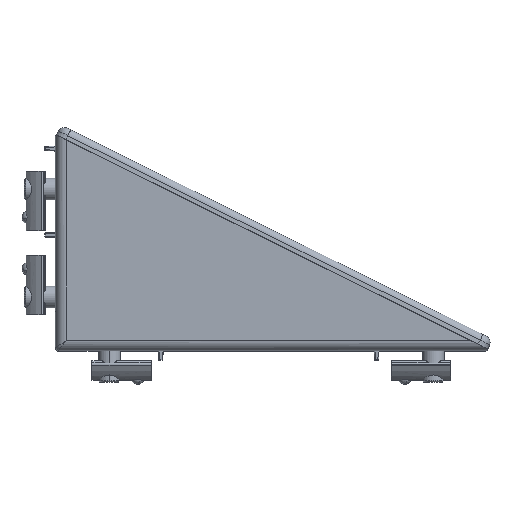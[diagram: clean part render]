
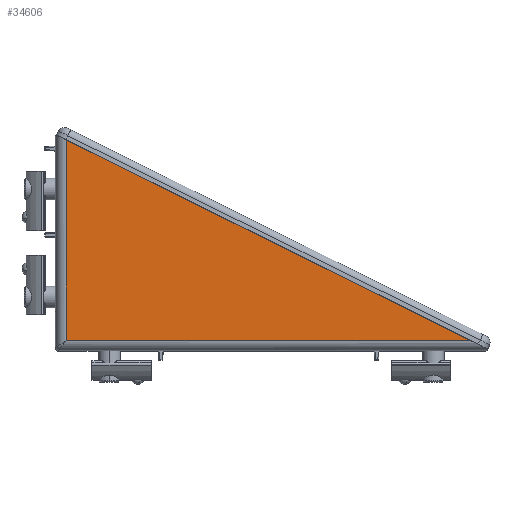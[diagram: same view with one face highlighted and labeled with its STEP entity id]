
A CAD part, top view. The second image highlights one B-rep face of the part: STEP entity #34606.
In plain terms, the highlighted planar face has unit normal (0, 0, 1).
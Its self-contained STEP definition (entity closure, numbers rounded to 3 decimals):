
#1815 = LINE ( 'NONE', #57361, #14497 ) ;
#3434 = LINE ( 'NONE', #11922, #45023 ) ;
#4457 = ORIENTED_EDGE ( 'NONE', *, *, #9253, .T. ) ;
#6514 = AXIS2_PLACEMENT_3D ( 'NONE', #63130, #19673, #36032 ) ;
#9253 = EDGE_CURVE ( 'NONE', #18256, #24824, #29101, .T. ) ;
#11922 = CARTESIAN_POINT ( 'NONE',  ( 4., 0.5, 19.75 ) ) ;
#14497 = VECTOR ( 'NONE', #35223, 1000. ) ;
#15816 = DIRECTION ( 'NONE',  ( 1., 0., 0. ) ) ;
#18256 = VERTEX_POINT ( 'NONE', #69965 ) ;
#19673 = DIRECTION ( 'NONE',  ( 0., 0., -1. ) ) ;
#21682 = CARTESIAN_POINT ( 'NONE',  ( 153.573, 4., 19.75 ) ) ;
#22800 = DIRECTION ( 'NONE',  ( 0., -1., 0. ) ) ;
#23258 = EDGE_LOOP ( 'NONE', ( #64980, #4457, #53034 ) ) ;
#24824 = VERTEX_POINT ( 'NONE', #21682 ) ;
#26767 = EDGE_CURVE ( 'NONE', #43566, #18256, #3434, .T. ) ;
#29101 = LINE ( 'NONE', #38116, #56346 ) ;
#31270 = CARTESIAN_POINT ( 'NONE',  ( 4., 78.241, 19.75 ) ) ;
#34606 = ADVANCED_FACE ( 'NONE', ( #35914 ), #57674, .F. ) ;
#35223 = DIRECTION ( 'NONE',  ( -0.896, 0.445, 0. ) ) ;
#35914 = FACE_OUTER_BOUND ( 'NONE', #23258, .T. ) ;
#36032 = DIRECTION ( 'NONE',  ( -1., 0., 0. ) ) ;
#38116 = CARTESIAN_POINT ( 'NONE',  ( 159.5, 4., 19.75 ) ) ;
#43566 = VERTEX_POINT ( 'NONE', #31270 ) ;
#45023 = VECTOR ( 'NONE', #22800, 1000. ) ;
#53034 = ORIENTED_EDGE ( 'NONE', *, *, #58927, .T. ) ;
#56346 = VECTOR ( 'NONE', #15816, 1000. ) ;
#57361 = CARTESIAN_POINT ( 'NONE',  ( 0.456, 80., 19.75 ) ) ;
#57674 = PLANE ( 'NONE',  #6514 ) ;
#58927 = EDGE_CURVE ( 'NONE', #24824, #43566, #1815, .T. ) ;
#63130 = CARTESIAN_POINT ( 'NONE',  ( 159.5, 0.5, 19.75 ) ) ;
#64980 = ORIENTED_EDGE ( 'NONE', *, *, #26767, .T. ) ;
#69965 = CARTESIAN_POINT ( 'NONE',  ( 4., 4., 19.75 ) ) ;
